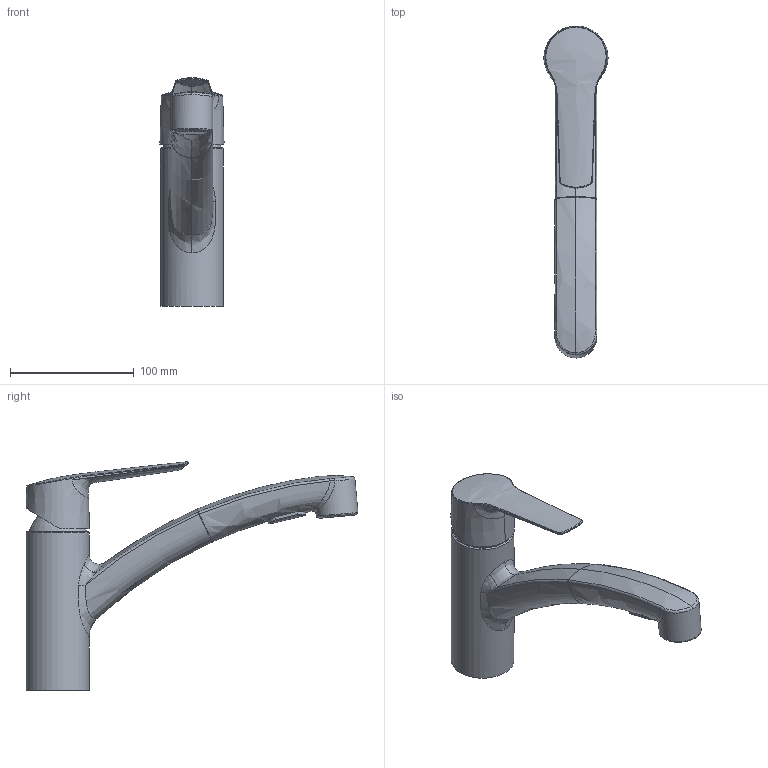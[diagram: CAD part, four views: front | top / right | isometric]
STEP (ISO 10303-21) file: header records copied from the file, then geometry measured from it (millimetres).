
FILE_DESCRIPTION(/* description */ ('Unknown'),/* implementation_level */ '2;1');
FILE_NAME(/* name */ '30307001',/* time_stamp */ '2022-08-29T06:03:34+02:00',/* author */ ('Unknown'),/* organization */ ('GROHE AG'),/* preprocessor_version */ 'ST-DEVELOPER v16.7',/* originating_system */ 'DEX',/* authorisation */ $);
FILE_SCHEMA (('AUTOMOTIVE_DESIGN {1 0 10303 214 3 1 1}'));
Products named in the file (10): 30307001; 30307001_0; 30307001_1; 55502-10-04; 55502-10-05; 55502; 55502-10-01; 55502-10-02; 55502-00-02
Assembly tree (9 placements, depth 2):
  30307001
    30307001
    30307001_0
    30307001_1
    55502-10-04
    55502-10-05
    55502
    55502-10-01
    55502-10-02
    55502-00-02
Bounding box: 51.9 x 268.78 x 185.02 mm (x, y, z)
Volume: 492100.6 mm3; surface area: 111027.3 mm2
Topology: 9 solids, 13 shells, 2978 faces, 7334 edges, 4360 vertices
Faces by surface type: bspline 1099, plane 735, cylinder 724, torus 177, sphere 145, cone 98
Full cylindrical faces by diameter (mm): 13.9 x1, 15.1 x1, 18.1 x1, 18.4 x5, 32 x1, 45.8 x1, 51 x1
Entity records: 152133 total; most frequent: CARTESIAN_POINT 84003, ORIENTED_EDGE 14506, DIRECTION 9534, EDGE_CURVE 7253, VERTEX_POINT 4337, AXIS2_PLACEMENT_3D 3732, B_SPLINE_CURVE_WITH_KNOTS 3331, EDGE_LOOP 3040
